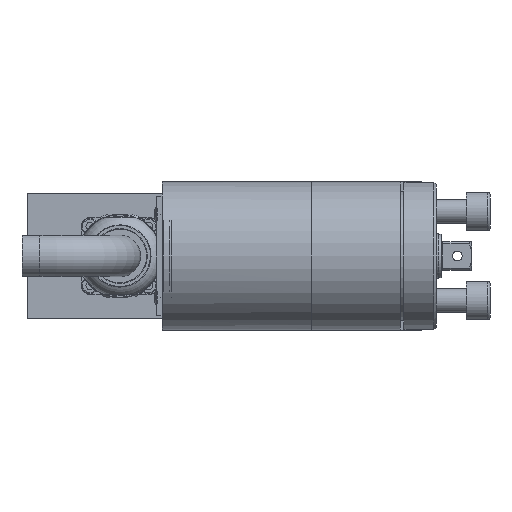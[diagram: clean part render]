
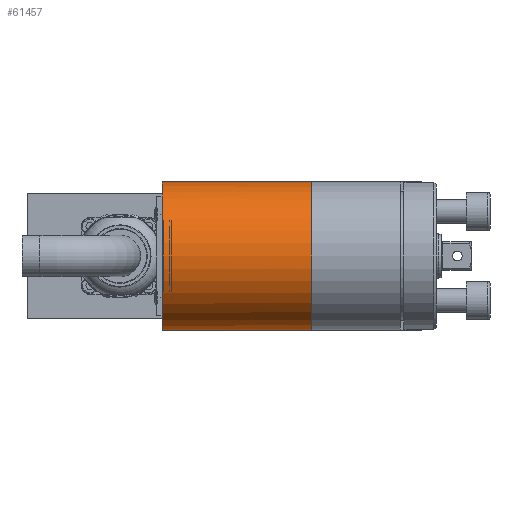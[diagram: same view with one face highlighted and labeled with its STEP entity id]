
A CAD part, left-side view. The second image highlights one B-rep face of the part: STEP entity #61457.
In plain terms, the highlighted cylindrical face has radius 25 mm (diameter 50 mm), a partial arc.
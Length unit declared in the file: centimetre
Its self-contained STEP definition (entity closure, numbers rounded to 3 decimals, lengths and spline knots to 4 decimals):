
#1052=CYLINDRICAL_SURFACE('',#65696,2.5);
#2302=LINE('',#95292,#7505);
#2311=LINE('',#95312,#7514);
#7505=VECTOR('',#73543,5.05);
#7514=VECTOR('',#73562,5.05);
#14843=FACE_OUTER_BOUND('',#18286,.T.);
#18286=EDGE_LOOP('',(#44214,#44215,#44216,#44217,#44218,#44219));
#21667=CIRCLE('',#65037,2.5);
#22008=CIRCLE('',#65697,2.5);
#23651=B_SPLINE_CURVE_WITH_KNOTS('',3,(#95285,#95286,#95287,#95288,#95289,
#95290),.UNSPECIFIED.,.F.,.F.,(4,1,1,4),(0.0012,0.3333,
0.6667,1.),.UNSPECIFIED.);
#23652=B_SPLINE_CURVE_WITH_KNOTS('',3,(#95313,#95314,#95315,#95316,#95317,
#95318),.UNSPECIFIED.,.F.,.F.,(4,1,1,4),(0.,0.3333,0.6667,
0.9995),.UNSPECIFIED.);
#25804=VERTEX_POINT('',#93153);
#25805=VERTEX_POINT('',#93154);
#26300=VERTEX_POINT('',#95284);
#26301=VERTEX_POINT('',#95291);
#26306=VERTEX_POINT('',#95309);
#26307=VERTEX_POINT('',#95311);
#32364=EDGE_CURVE('',#25804,#25805,#21667,.T.);
#33097=EDGE_CURVE('',#25805,#26300,#23651,.T.);
#33098=EDGE_CURVE('',#26301,#26300,#2302,.T.);
#33108=EDGE_CURVE('',#26306,#26307,#2311,.T.);
#33109=EDGE_CURVE('',#26307,#25804,#23652,.T.);
#33110=EDGE_CURVE('',#26306,#26301,#22008,.T.);
#44214=ORIENTED_EDGE('',*,*,#33110,.T.);
#44215=ORIENTED_EDGE('',*,*,#33098,.T.);
#44216=ORIENTED_EDGE('',*,*,#33097,.F.);
#44217=ORIENTED_EDGE('',*,*,#32364,.F.);
#44218=ORIENTED_EDGE('',*,*,#33109,.F.);
#44219=ORIENTED_EDGE('',*,*,#33108,.F.);
#61457=ADVANCED_FACE('',(#14843),#1052,.T.);
#65037=AXIS2_PLACEMENT_3D('',#93155,#71904,#71905);
#65696=AXIS2_PLACEMENT_3D('',#95319,#73563,#73564);
#65697=AXIS2_PLACEMENT_3D('',#95320,#73565,#73566);
#71904=DIRECTION('center_axis',(0.,-1.,0.));
#71905=DIRECTION('ref_axis',(-0.02,0.,1.));
#73543=DIRECTION('',(0.,-1.,0.));
#73562=DIRECTION('',(0.,-1.,0.));
#73563=DIRECTION('center_axis',(0.,1.,0.));
#73564=DIRECTION('ref_axis',(0.,0.,
1.));
#73565=DIRECTION('center_axis',(0.,-1.,0.));
#73566=DIRECTION('ref_axis',(0.,0.,
1.));
#93153=CARTESIAN_POINT('',(-8.6999,-2.5,2.4998));
#93154=CARTESIAN_POINT('',(-8.6998,-2.5,-2.4998));
#93155=CARTESIAN_POINT('Origin',(-8.65,-2.5,0.));
#95284=CARTESIAN_POINT('',(-8.65,-2.5,-2.5));
#95285=CARTESIAN_POINT('Ctrl Pts',(-8.6998,-2.5,-2.4998));
#95286=CARTESIAN_POINT('Ctrl Pts',(-8.6942,-2.5,-2.4998));
#95287=CARTESIAN_POINT('Ctrl Pts',(-8.6833,-2.5,-2.5001));
#95288=CARTESIAN_POINT('Ctrl Pts',(-8.6667,-2.5,-2.5));
#95289=CARTESIAN_POINT('Ctrl Pts',(-8.6556,-2.5,-2.5));
#95290=CARTESIAN_POINT('Ctrl Pts',(-8.65,-2.5,-2.5));
#95291=CARTESIAN_POINT('',(-8.65,2.55,-2.5));
#95292=CARTESIAN_POINT('',(-8.65,2.55,-2.5));
#95309=CARTESIAN_POINT('',(-8.65,2.55,2.5));
#95311=CARTESIAN_POINT('',(-8.65,-2.5,2.5));
#95312=CARTESIAN_POINT('',(-8.65,2.55,2.5));
#95313=CARTESIAN_POINT('Ctrl Pts',(-8.65,-2.5,2.5));
#95314=CARTESIAN_POINT('Ctrl Pts',(-8.6556,-2.5,2.5));
#95315=CARTESIAN_POINT('Ctrl Pts',(-8.6667,-2.5,2.5));
#95316=CARTESIAN_POINT('Ctrl Pts',(-8.6833,-2.5,2.5001));
#95317=CARTESIAN_POINT('Ctrl Pts',(-8.6944,-2.5,2.4998));
#95318=CARTESIAN_POINT('Ctrl Pts',(-8.6999,-2.5,2.4998));
#95319=CARTESIAN_POINT('Origin',(-8.65,2.55,0.));
#95320=CARTESIAN_POINT('Origin',(-8.65,2.55,0.));
